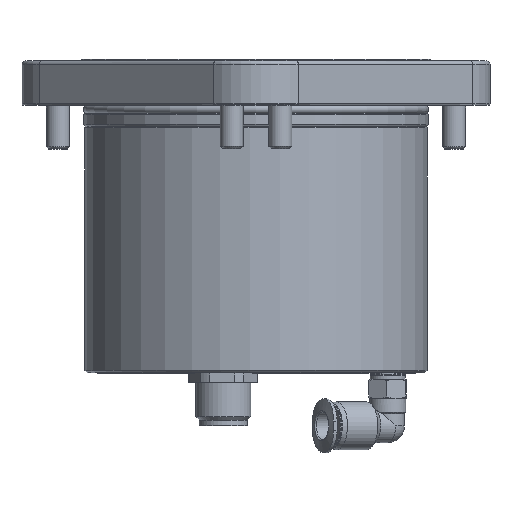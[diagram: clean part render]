
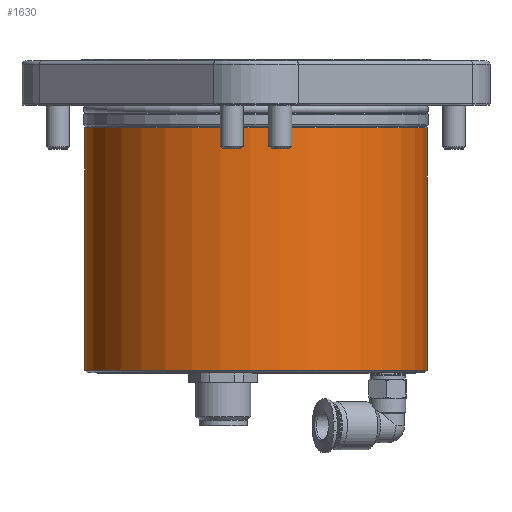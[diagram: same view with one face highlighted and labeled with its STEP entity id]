
A CAD part, top view. The second image highlights one B-rep face of the part: STEP entity #1630.
In plain terms, the highlighted cylindrical face has radius 37.3 mm (diameter 74.6 mm), a full revolution.
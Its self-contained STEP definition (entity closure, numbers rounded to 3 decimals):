
#1630 = ADVANCED_FACE ( 'NONE', ( #42020, #13550 ), #70450, .T. ) ;
#1997 = CARTESIAN_POINT ( 'NONE',  ( -17.511, -67.8, -32.934 ) ) ;
#6972 = CIRCLE ( 'NONE', #64576, 37.3 ) ;
#9238 = CARTESIAN_POINT ( 'NONE',  ( 0., -17.102, 0. ) ) ;
#13550 = FACE_OUTER_BOUND ( 'NONE', #29409, .T. ) ;
#15277 = VERTEX_POINT ( 'NONE', #1997 ) ;
#15333 = DIRECTION ( 'NONE',  ( 0., 1., 0. ) ) ;
#16030 = CARTESIAN_POINT ( 'NONE',  ( 0., -67.8, 0. ) ) ;
#16268 = EDGE_CURVE ( 'NONE', #15277, #15277, #77612, .T. ) ;
#21985 = DIRECTION ( 'NONE',  ( 0.469, 0., 0.883 ) ) ;
#22997 = DIRECTION ( 'NONE',  ( 0.469, 0., 0.883 ) ) ;
#23449 = AXIS2_PLACEMENT_3D ( 'NONE', #9238, #29641, #22997 ) ;
#29409 = EDGE_LOOP ( 'NONE', ( #30759 ) ) ;
#29641 = DIRECTION ( 'NONE',  ( 0., 1., 0. ) ) ;
#30759 = ORIENTED_EDGE ( 'NONE', *, *, #40776, .F. ) ;
#36005 = DIRECTION ( 'NONE',  ( -0.469, 0., -0.883 ) ) ;
#36305 = ORIENTED_EDGE ( 'NONE', *, *, #16268, .T. ) ;
#36959 = DIRECTION ( 'NONE',  ( 0., 1., 0. ) ) ;
#39931 = CARTESIAN_POINT ( 'NONE',  ( 17.511, -14.9, 32.934 ) ) ;
#40776 = EDGE_CURVE ( 'NONE', #89706, #89706, #6972, .T. ) ;
#42020 = FACE_OUTER_BOUND ( 'NONE', #51077, .T. ) ;
#51077 = EDGE_LOOP ( 'NONE', ( #36305 ) ) ;
#53386 = AXIS2_PLACEMENT_3D ( 'NONE', #16030, #36959, #36005 ) ;
#64576 = AXIS2_PLACEMENT_3D ( 'NONE', #87901, #15333, #21985 ) ;
#70450 = CYLINDRICAL_SURFACE ( 'NONE', #23449, 37.3 ) ;
#77612 = CIRCLE ( 'NONE', #53386, 37.3 ) ;
#87901 = CARTESIAN_POINT ( 'NONE',  ( 0., -14.9, 0. ) ) ;
#89706 = VERTEX_POINT ( 'NONE', #39931 ) ;
